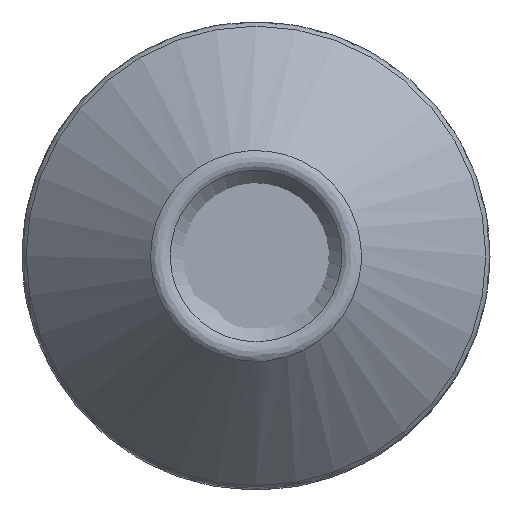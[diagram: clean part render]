
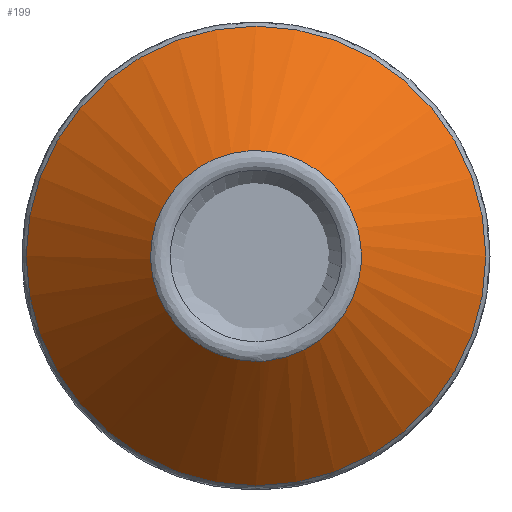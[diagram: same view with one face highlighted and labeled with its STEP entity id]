
A CAD part, left-side view. The second image highlights one B-rep face of the part: STEP entity #199.
In plain terms, the highlighted face is a revolution surface.
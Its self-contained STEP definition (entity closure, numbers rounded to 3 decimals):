
#24=LINE('',#593,#28);
#28=VECTOR('',#501,9.9);
#154=SURFACE_OF_REVOLUTION('',#24,#164);
#164=AXIS1_PLACEMENT('',#594,#502);
#199=ADVANCED_FACE('',(#235,#236),#154,.T.);
#235=FACE_BOUND('',#277,.T.);
#236=FACE_BOUND('',#278,.T.);
#277=EDGE_LOOP('',(#319));
#278=EDGE_LOOP('',(#320));
#319=ORIENTED_EDGE('',*,*,#369,.F.);
#320=ORIENTED_EDGE('',*,*,#367,.T.);
#346=VERTEX_POINT('',#586);
#348=VERTEX_POINT('',#592);
#367=EDGE_CURVE('',#346,#346,#388,.T.);
#369=EDGE_CURVE('',#348,#348,#391,.T.);
#388=CIRCLE('',#426,5.859);
#391=CIRCLE('',#429,12.767);
#426=AXIS2_PLACEMENT_3D('',#585,#492,#493);
#429=AXIS2_PLACEMENT_3D('',#591,#499,#500);
#492=DIRECTION('',(1.,0.,0.));
#493=DIRECTION('',(0.,0.,-1.));
#499=DIRECTION('',(1.,0.,0.));
#500=DIRECTION('',(0.,0.,-1.));
#501=DIRECTION('',(0.707,-0.703,-0.074));
#502=DIRECTION('',(1.,0.,0.));
#585=CARTESIAN_POINT('',(0.234,0.,0.));
#586=CARTESIAN_POINT('',(0.234,0.,-5.859));
#591=CARTESIAN_POINT('',(7.235,0.,0.));
#592=CARTESIAN_POINT('',(7.235,0.,-12.767));
#593=CARTESIAN_POINT('',(0.234,-5.805,0.791));
#594=CARTESIAN_POINT('',(0.,0.,0.));
